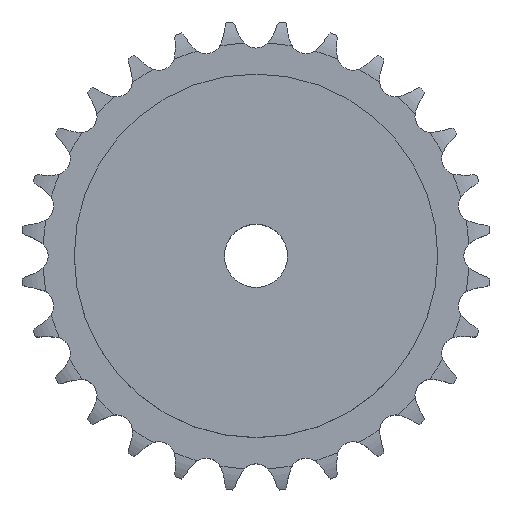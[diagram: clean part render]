
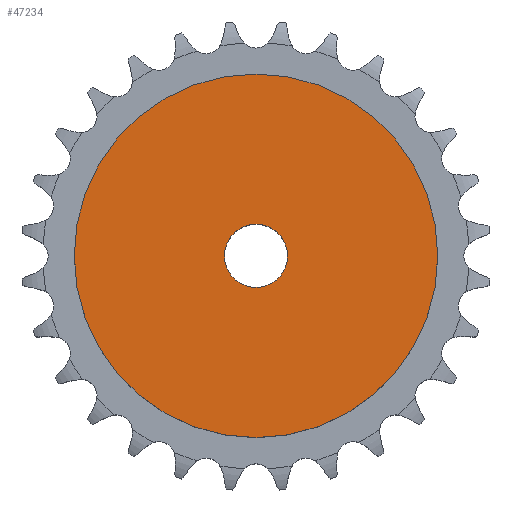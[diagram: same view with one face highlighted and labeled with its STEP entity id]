
A CAD part, top view. The second image highlights one B-rep face of the part: STEP entity #47234.
In plain terms, the highlighted planar face has unit normal (0, 0, 1).
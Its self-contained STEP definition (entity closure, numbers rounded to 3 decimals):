
#25181 = CYLINDRICAL_SURFACE('',#25182,10.);
#25182 = AXIS2_PLACEMENT_3D('',#25183,#25184,#25185);
#25183 = CARTESIAN_POINT('',(0.,0.,229.516));
#25184 = DIRECTION('',(0.,0.,1.));
#25185 = DIRECTION('',(1.,0.,0.));
#32425 = EDGE_CURVE('',#32426,#32426,#32428,.T.);
#32426 = VERTEX_POINT('',#32427);
#32427 = CARTESIAN_POINT('',(10.,0.,45.));
#32428 = SURFACE_CURVE('',#32429,(#32434,#32441),.PCURVE_S1.);
#32429 = CIRCLE('',#32430,10.);
#32430 = AXIS2_PLACEMENT_3D('',#32431,#32432,#32433);
#32431 = CARTESIAN_POINT('',(0.,0.,45.));
#32432 = DIRECTION('',(0.,0.,1.));
#32433 = DIRECTION('',(1.,0.,0.));
#32434 = PCURVE('',#25181,#32435);
#32435 = DEFINITIONAL_REPRESENTATION('',(#32436),#32440);
#32436 = LINE('',#32437,#32438);
#32437 = CARTESIAN_POINT('',(0.,-184.516));
#32438 = VECTOR('',#32439,1.);
#32439 = DIRECTION('',(1.,0.));
#32440 = ( GEOMETRIC_REPRESENTATION_CONTEXT(2) 
PARAMETRIC_REPRESENTATION_CONTEXT() REPRESENTATION_CONTEXT('2D SPACE',''
  ) );
#32441 = PCURVE('',#32442,#32447);
#32442 = PLANE('',#32443);
#32443 = AXIS2_PLACEMENT_3D('',#32444,#32445,#32446);
#32444 = CARTESIAN_POINT('',(0.,0.,45.)
  );
#32445 = DIRECTION('',(0.,0.,1.));
#32446 = DIRECTION('',(1.,0.,0.));
#32447 = DEFINITIONAL_REPRESENTATION('',(#32448),#32452);
#32448 = CIRCLE('',#32449,10.);
#32449 = AXIS2_PLACEMENT_2D('',#32450,#32451);
#32450 = CARTESIAN_POINT('',(0.,0.));
#32451 = DIRECTION('',(1.,0.));
#32452 = ( GEOMETRIC_REPRESENTATION_CONTEXT(2) 
PARAMETRIC_REPRESENTATION_CONTEXT() REPRESENTATION_CONTEXT('2D SPACE',''
  ) );
#47234 = ADVANCED_FACE('',(#47235,#47266),#32442,.T.);
#47235 = FACE_BOUND('',#47236,.T.);
#47236 = EDGE_LOOP('',(#47237));
#47237 = ORIENTED_EDGE('',*,*,#47238,.T.);
#47238 = EDGE_CURVE('',#47239,#47239,#47241,.T.);
#47239 = VERTEX_POINT('',#47240);
#47240 = CARTESIAN_POINT('',(57.5,0.,45.));
#47241 = SURFACE_CURVE('',#47242,(#47247,#47254),.PCURVE_S1.);
#47242 = CIRCLE('',#47243,57.5);
#47243 = AXIS2_PLACEMENT_3D('',#47244,#47245,#47246);
#47244 = CARTESIAN_POINT('',(0.,0.,45.));
#47245 = DIRECTION('',(0.,0.,1.));
#47246 = DIRECTION('',(1.,0.,0.));
#47247 = PCURVE('',#32442,#47248);
#47248 = DEFINITIONAL_REPRESENTATION('',(#47249),#47253);
#47249 = CIRCLE('',#47250,57.5);
#47250 = AXIS2_PLACEMENT_2D('',#47251,#47252);
#47251 = CARTESIAN_POINT('',(0.,0.));
#47252 = DIRECTION('',(1.,0.));
#47253 = ( GEOMETRIC_REPRESENTATION_CONTEXT(2) 
PARAMETRIC_REPRESENTATION_CONTEXT() REPRESENTATION_CONTEXT('2D SPACE',''
  ) );
#47254 = PCURVE('',#47255,#47260);
#47255 = CYLINDRICAL_SURFACE('',#47256,57.5);
#47256 = AXIS2_PLACEMENT_3D('',#47257,#47258,#47259);
#47257 = CARTESIAN_POINT('',(0.,0.,0.));
#47258 = DIRECTION('',(-0.,-0.,-1.));
#47259 = DIRECTION('',(1.,0.,0.));
#47260 = DEFINITIONAL_REPRESENTATION('',(#47261),#47265);
#47261 = LINE('',#47262,#47263);
#47262 = CARTESIAN_POINT('',(-0.,-45.));
#47263 = VECTOR('',#47264,1.);
#47264 = DIRECTION('',(-1.,0.));
#47265 = ( GEOMETRIC_REPRESENTATION_CONTEXT(2) 
PARAMETRIC_REPRESENTATION_CONTEXT() REPRESENTATION_CONTEXT('2D SPACE',''
  ) );
#47266 = FACE_BOUND('',#47267,.T.);
#47267 = EDGE_LOOP('',(#47268));
#47268 = ORIENTED_EDGE('',*,*,#32425,.F.);
